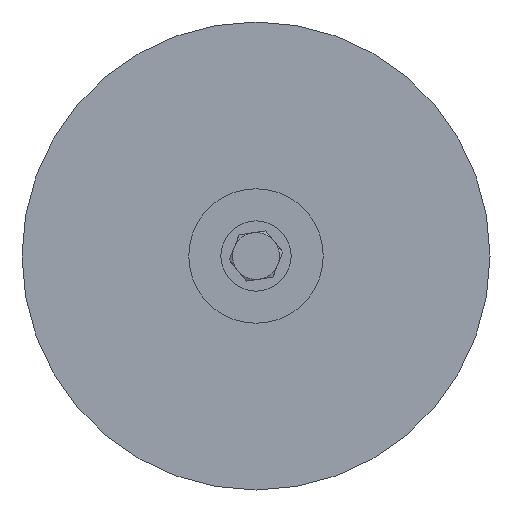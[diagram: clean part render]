
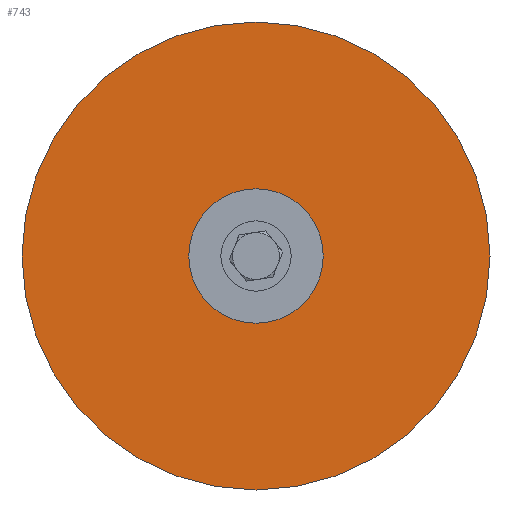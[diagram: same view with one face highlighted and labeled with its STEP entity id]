
A CAD part, front view. The second image highlights one B-rep face of the part: STEP entity #743.
In plain terms, the highlighted planar face has unit normal (0, -1, 0).
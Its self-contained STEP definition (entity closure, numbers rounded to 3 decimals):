
#2 = EDGE_CURVE ( 'NONE', #3624, #1271, #1718, .T. ) ;
#63 = FACE_BOUND ( 'NONE', #210, .T. ) ;
#71 = ORIENTED_EDGE ( 'NONE', *, *, #1432, .F. ) ;
#210 = EDGE_LOOP ( 'NONE', ( #2615, #71 ) ) ;
#233 = EDGE_LOOP ( 'NONE', ( #1576, #505 ) ) ;
#276 = AXIS2_PLACEMENT_3D ( 'NONE', #2215, #3394, #2921 ) ;
#350 = CIRCLE ( 'NONE', #2332, 11.5 ) ;
#463 = VERTEX_POINT ( 'NONE', #2788 ) ;
#500 = DIRECTION ( 'NONE',  ( 0., -1., 0. ) ) ;
#505 = ORIENTED_EDGE ( 'NONE', *, *, #2, .T. ) ;
#561 = AXIS2_PLACEMENT_3D ( 'NONE', #2565, #2023, #1708 ) ;
#743 = ADVANCED_FACE ( 'NONE', ( #63, #1274 ), #3702, .T. ) ;
#784 = DIRECTION ( 'NONE',  ( 0., 0., -1. ) ) ;
#1154 = DIRECTION ( 'NONE',  ( 0., -1., 0. ) ) ;
#1271 = VERTEX_POINT ( 'NONE', #3192 ) ;
#1274 = FACE_OUTER_BOUND ( 'NONE', #233, .T. ) ;
#1275 = CARTESIAN_POINT ( 'NONE',  ( 0., 0., 0. ) ) ;
#1414 = CARTESIAN_POINT ( 'NONE',  ( 0., 0., 0. ) ) ;
#1432 = EDGE_CURVE ( 'NONE', #2857, #463, #350, .T. ) ;
#1576 = ORIENTED_EDGE ( 'NONE', *, *, #2673, .T. ) ;
#1708 = DIRECTION ( 'NONE',  ( 0., 0., -1. ) ) ;
#1718 = CIRCLE ( 'NONE', #561, 40. ) ;
#1959 = CARTESIAN_POINT ( 'NONE',  ( 0., 0., 40. ) ) ;
#2023 = DIRECTION ( 'NONE',  ( 0., -1., 0. ) ) ;
#2215 = CARTESIAN_POINT ( 'NONE',  ( 40., 0., 0. ) ) ;
#2332 = AXIS2_PLACEMENT_3D ( 'NONE', #1275, #2523, #3171 ) ;
#2382 = DIRECTION ( 'NONE',  ( 0., 0., -1. ) ) ;
#2523 = DIRECTION ( 'NONE',  ( 0., -1., 0. ) ) ;
#2547 = EDGE_CURVE ( 'NONE', #463, #2857, #2902, .T. ) ;
#2565 = CARTESIAN_POINT ( 'NONE',  ( 0., 0., 0. ) ) ;
#2615 = ORIENTED_EDGE ( 'NONE', *, *, #2547, .F. ) ;
#2673 = EDGE_CURVE ( 'NONE', #1271, #3624, #3715, .T. ) ;
#2788 = CARTESIAN_POINT ( 'NONE',  ( 0., 0., -11.5 ) ) ;
#2857 = VERTEX_POINT ( 'NONE', #3761 ) ;
#2902 = CIRCLE ( 'NONE', #3509, 11.5 ) ;
#2921 = DIRECTION ( 'NONE',  ( 0., 0., -1. ) ) ;
#3171 = DIRECTION ( 'NONE',  ( 0., 0., -1. ) ) ;
#3192 = CARTESIAN_POINT ( 'NONE',  ( 0., 0., -40. ) ) ;
#3394 = DIRECTION ( 'NONE',  ( 0., -1., 0. ) ) ;
#3509 = AXIS2_PLACEMENT_3D ( 'NONE', #3876, #1154, #2382 ) ;
#3584 = AXIS2_PLACEMENT_3D ( 'NONE', #1414, #500, #784 ) ;
#3624 = VERTEX_POINT ( 'NONE', #1959 ) ;
#3702 = PLANE ( 'NONE',  #276 ) ;
#3715 = CIRCLE ( 'NONE', #3584, 40. ) ;
#3761 = CARTESIAN_POINT ( 'NONE',  ( 0., 0., 11.5 ) ) ;
#3876 = CARTESIAN_POINT ( 'NONE',  ( 0., 0., 0. ) ) ;
